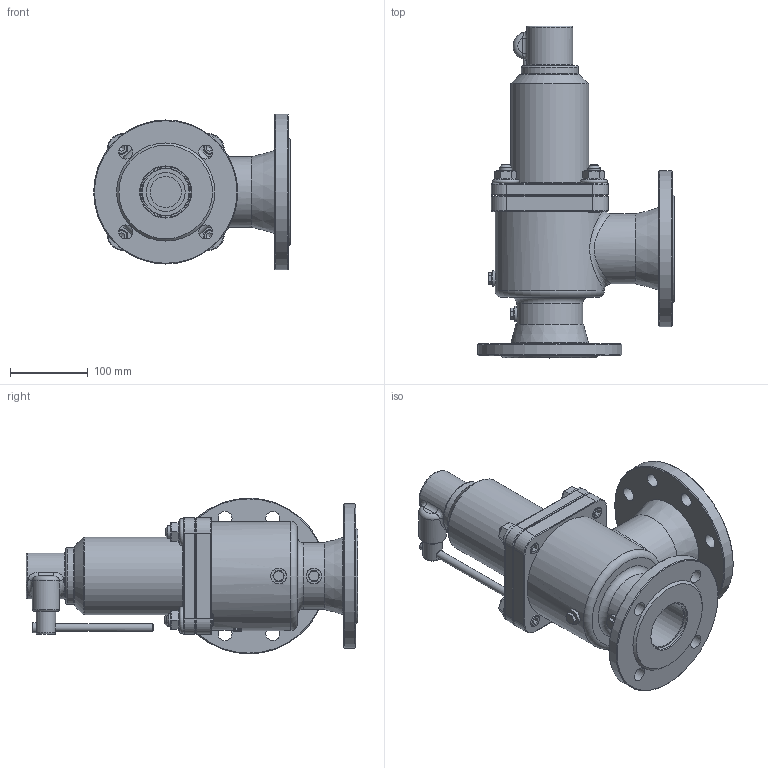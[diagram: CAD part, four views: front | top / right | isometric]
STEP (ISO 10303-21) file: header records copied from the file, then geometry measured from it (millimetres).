
FILE_DESCRIPTION(/* description */ (''),/* implementation_level */ '2;1');
FILE_NAME(/* name */ 'DN65_3D_STEP.stp',/* time_stamp */ '2024-03-15T00:48:28+03:00',/* author */ ('igorr'),/* organization */ (''),/* preprocessor_version */ 'ST-DEVELOPER v19.2',/* originating_system */ 'Autodesk Inventor 2023',/* authorisation */ '');
FILE_SCHEMA (('AUTOMOTIVE_DESIGN { 1 0 10303 214 3 1 1 }'));
Length unit declared in the file: millimetre
Products named in the file (7): Сборка; Деталь1; Деталь2; Деталь3; AS 1110 - M8 x 12; AS 1421 - M16 x 60 засверленный 
конец; DIN 6923 - M16
Assembly tree (13 placements, depth 2):
  Сборка
    Деталь1
    Деталь2
    Деталь3
    AS 1110 - M8 x 12  x2
    AS 1421 - M16 x 60 засверленный 
конец  x4
    DIN 6923 - M16  x4
Bounding box: 252.5 x 426 x 200 mm (x, y, z)
Volume: 3941873 mm3; surface area: 529348.5 mm2
Topology: 14 solids, 14 shells, 443 faces, 1035 edges, 652 vertices
Faces by surface type: plane 199, cylinder 103, cone 80, torus 34, bspline 27
Full cylindrical faces by diameter (mm): 8 x2, 10 x3, 13 x3, 13.835 x4, 14 x8, 16 x4, 18 x12, 20 x2, 25 x1, 35 x1, 40 x2, 50 x1, 60 x2, 61.633 x2, 65 x1, 70 x4, 73.018 x1, 76 x2, 80 x1, 85 x1, 90 x1, 100 x1, 120 x1, 130 x1, 140 x1, 185 x1, 200 x1
Entity records: 10894 total; most frequent: CARTESIAN_POINT 3196, DIRECTION 1538, ORIENTED_EDGE 1436, EDGE_CURVE 718, AXIS2_PLACEMENT_3D 635, VERTEX_POINT 460, EDGE_LOOP 392, CIRCLE 326
